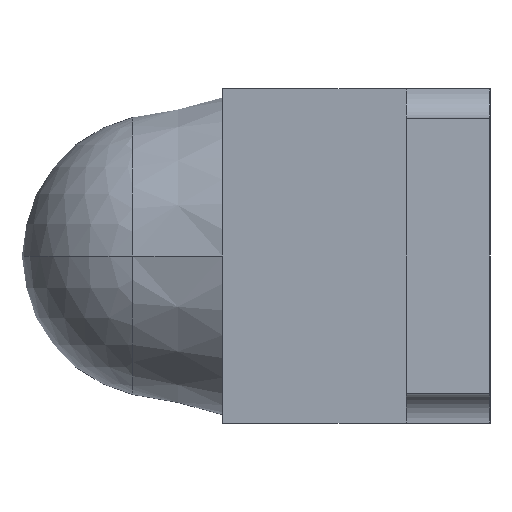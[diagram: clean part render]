
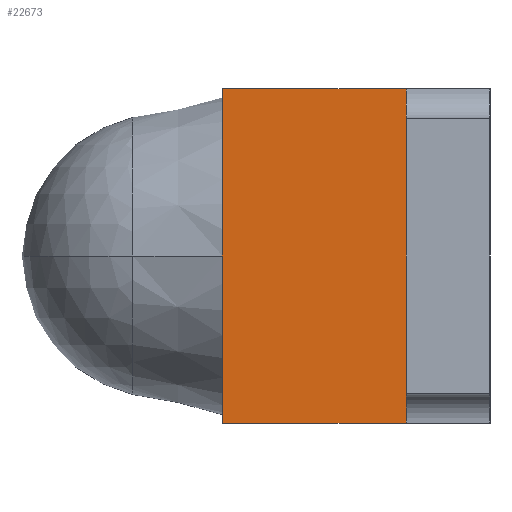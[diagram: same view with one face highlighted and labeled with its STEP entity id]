
A CAD part, left-side view. The second image highlights one B-rep face of the part: STEP entity #22673.
In plain terms, the highlighted planar face has unit normal (-0.999, 0.045, 0).
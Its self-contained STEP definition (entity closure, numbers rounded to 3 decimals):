
#12 = EDGE_CURVE ( 'NONE', #14, #22810, #11623, .T. ) ;
#14 = VERTEX_POINT ( 'NONE', #11619 ) ;
#6636 = CARTESIAN_POINT ( 'NONE',  ( -1.1, 0.25, 1. ) ) ;
#6685 = VECTOR ( 'NONE', #6725, 1000. ) ;
#6686 = CARTESIAN_POINT ( 'NONE',  ( -1.218, -2.338, 1. ) ) ;
#6687 = LINE ( 'NONE', #6686, #6685 ) ;
#6714 = FACE_OUTER_BOUND ( 'NONE', #22635, .T. ) ;
#6715 = DIRECTION ( 'NONE',  ( 0., 0., -1. ) ) ;
#6716 = VECTOR ( 'NONE', #6715, 1000. ) ;
#6717 = CARTESIAN_POINT ( 'NONE',  ( -1.1, 0.25, 1. ) ) ;
#6718 = LINE ( 'NONE', #6717, #6716 ) ;
#6720 = CARTESIAN_POINT ( 'NONE',  ( -1.1, 0.25, -1. ) ) ;
#6721 = DIRECTION ( 'NONE',  ( -0.045, -0.999, 0. ) ) ;
#6722 = VECTOR ( 'NONE', #6721, 1000. ) ;
#6723 = CARTESIAN_POINT ( 'NONE',  ( -1.218, -2.338, -1. ) ) ;
#6724 = LINE ( 'NONE', #6723, #6722 ) ;
#6725 = DIRECTION ( 'NONE',  ( -0.045, -0.999, 0. ) ) ;
#6777 = DIRECTION ( 'NONE',  ( 0.045, 0.999, 0. ) ) ;
#6778 = DIRECTION ( 'NONE',  ( 0.999, -0.045, 0. ) ) ;
#6780 = CARTESIAN_POINT ( 'NONE',  ( -1.218, -2.338, 1. ) ) ;
#6781 = AXIS2_PLACEMENT_3D ( 'NONE', #6780, #6778, #6777 ) ;
#6784 = PLANE ( 'NONE',  #6781 ) ;
#7686 = CARTESIAN_POINT ( 'NONE',  ( -1.05, 1.35, -1. ) ) ;
#11619 = CARTESIAN_POINT ( 'NONE',  ( -1.05, 1.35, 1. ) ) ;
#11620 = DIRECTION ( 'NONE',  ( 0., 0., -1. ) ) ;
#11621 = VECTOR ( 'NONE', #11620, 1000. ) ;
#11622 = CARTESIAN_POINT ( 'NONE',  ( -1.05, 1.35, 1. ) ) ;
#11623 = LINE ( 'NONE', #11622, #11621 ) ;
#22635 = EDGE_LOOP ( 'NONE', ( #22670, #22672, #22640, #22708 ) ) ;
#22637 = VERTEX_POINT ( 'NONE', #6636 ) ;
#22640 = ORIENTED_EDGE ( 'NONE', *, *, #22665, .F. ) ;
#22665 = EDGE_CURVE ( 'NONE', #14, #22637, #6687, .T. ) ;
#22667 = EDGE_CURVE ( 'NONE', #22810, #22668, #6724, .T. ) ;
#22668 = VERTEX_POINT ( 'NONE', #6720 ) ;
#22669 = EDGE_CURVE ( 'NONE', #22637, #22668, #6718, .T. ) ;
#22670 = ORIENTED_EDGE ( 'NONE', *, *, #22667, .T. ) ;
#22672 = ORIENTED_EDGE ( 'NONE', *, *, #22669, .F. ) ;
#22673 = ADVANCED_FACE ( 'NONE', ( #6714 ), #6784, .F. ) ;
#22708 = ORIENTED_EDGE ( 'NONE', *, *, #12, .T. ) ;
#22810 = VERTEX_POINT ( 'NONE', #7686 ) ;
